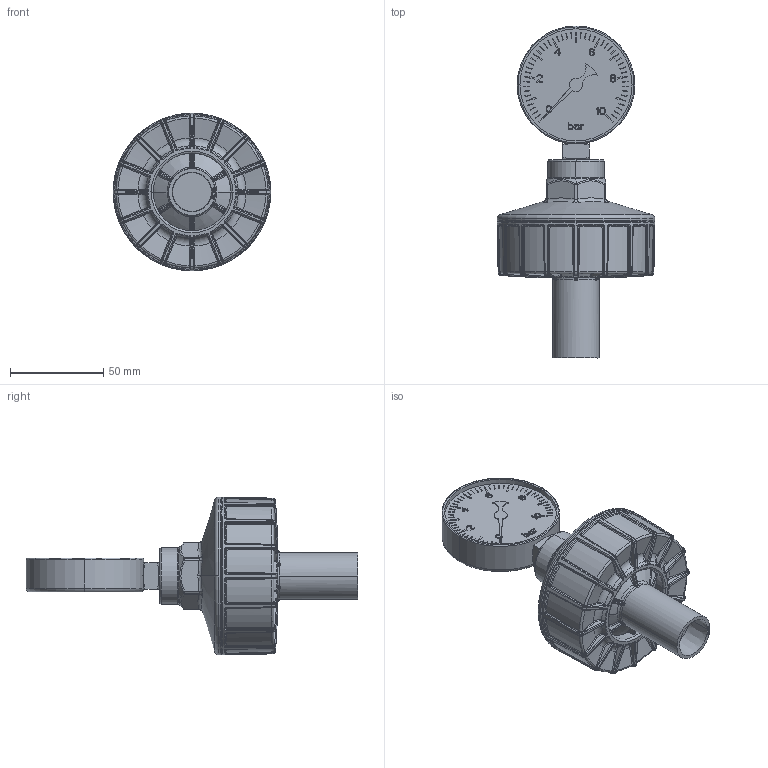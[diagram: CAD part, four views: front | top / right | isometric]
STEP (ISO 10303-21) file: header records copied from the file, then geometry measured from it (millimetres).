
FILE_DESCRIPTION((''),'2;1');
FILE_NAME('Z800_PVDF_G1_4_IR_D25_17800309_','2019-07-02T',('Kattner'),(''),'PRO/ENGINEER BY PARAMETRIC TECHNOLOGY CORPORATION, 2016360','PRO/ENGINEER BY PARAMETRIC TECHNOLOGY CORPORATION, 2016360','');
FILE_SCHEMA(('AUTOMOTIVE_DESIGN { 1 0 10303 214 1 1 1 1 }'));
Products named in the file (1): Z800_PVDF_G1_4_IR_D25_17800309_
Bounding box: 84.5 x 177.7 x 84.5 mm (x, y, z)
Volume: 271211.7 mm3; surface area: 39621.7 mm2
Topology: 1 solids, 1 shells, 1734 faces, 4308 edges, 2657 vertices
Faces by surface type: plane 897, cylinder 257, bspline 236, torus 226, cone 86, sphere 32
Entity records: 73961 total; most frequent: CARTESIAN_POINT 22749, ORIENTED_EDGE 8616, DIRECTION 7340, EDGE_CURVE 4308, VERTEX_POINT 2657, VECTOR 2490, LINE 2490, AXIS2_PLACEMENT_3D 2425
